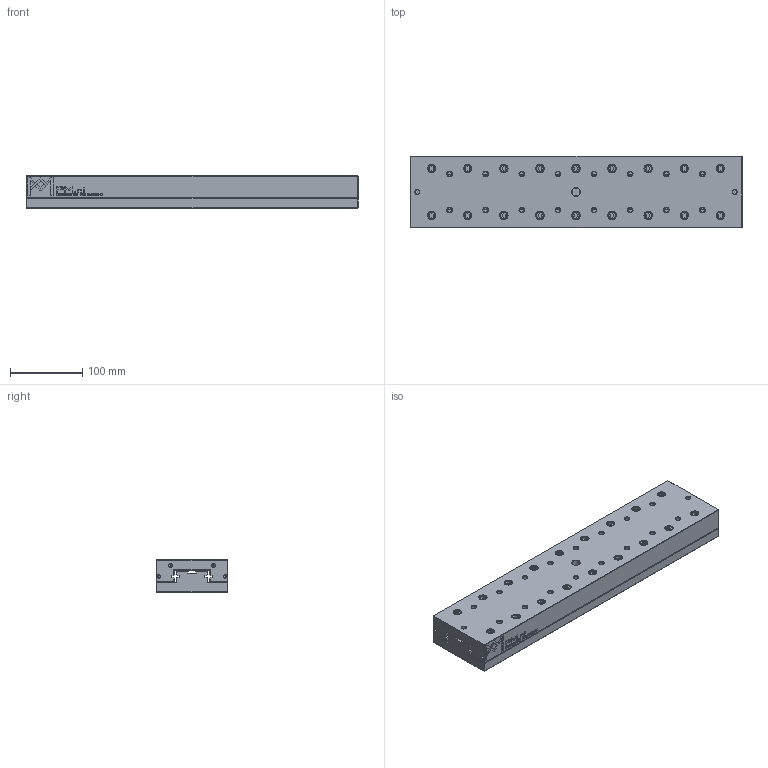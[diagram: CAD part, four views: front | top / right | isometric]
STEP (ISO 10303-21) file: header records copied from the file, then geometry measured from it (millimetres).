
FILE_DESCRIPTION(/* description */ (''),/* implementation_level */ '2;1');
FILE_NAME(/* name */ 'RT-6450_stp.stp',/* time_stamp */ '2024-10-04T12:23:33+02:00',/* author */ (''),/* organization */ (''),/* preprocessor_version */ 'ST-DEVELOPER v16.7',/* originating_system */ 'SIEMENS PLM Software NX 12.0',/* authorisation */ '');
FILE_SCHEMA (('AUTOMOTIVE_DESIGN { 1 0 10303 214 3 1 1 1 }'));
Length unit declared in the file: millimetre
Products named in the file (1): RT-6450_stp
Bounding box: 460 x 99.5 x 45 mm (x, y, z)
Volume: 1930303.8 mm3; surface area: 299493.2 mm2
Topology: 2 solids, 2 shells, 1413 faces, 3433 edges, 2210 vertices
Faces by surface type: plane 954, bspline 180, cone 147, cylinder 132
Full cylindrical faces by diameter (mm): 4 x8, 6 x27, 6.8 x10, 10 x36, 11 x45
Entity records: 44169 total; most frequent: CARTESIAN_POINT 9194, ORIENTED_EDGE 6242, DIRECTION 5648, EDGE_CURVE 3121, LINE 2342, VECTOR 2342, VERTEX_POINT 2175, EDGE_LOOP 1922
